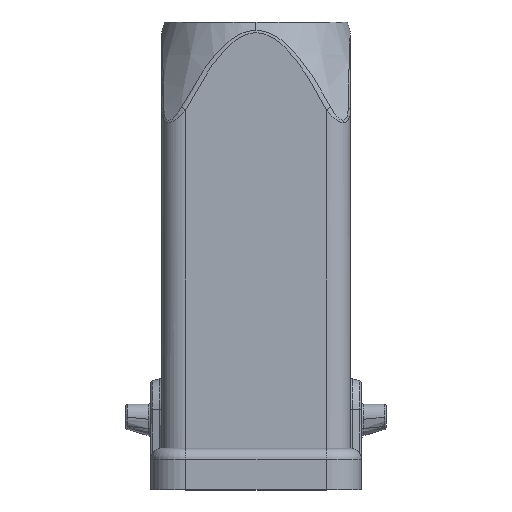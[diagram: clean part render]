
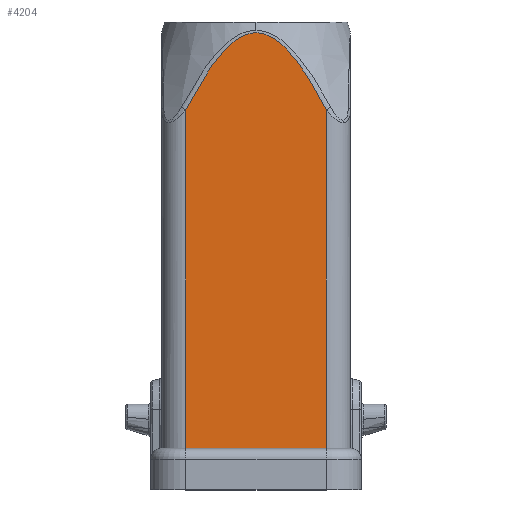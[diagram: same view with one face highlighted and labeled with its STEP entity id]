
A CAD part, top view. The second image highlights one B-rep face of the part: STEP entity #4204.
In plain terms, the highlighted planar face has unit normal (0, 0, 1).
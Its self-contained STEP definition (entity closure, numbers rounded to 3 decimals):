
#340=DIRECTION('',(1.,0.,0.));
#341=VECTOR('',#340,18.);
#342=CARTESIAN_POINT('',(-9.,5.3,12.1));
#343=LINE('',#342,#341);
#364=DIRECTION('',(0.,-1.,0.));
#365=VECTOR('',#364,43.453);
#366=CARTESIAN_POINT('',(-9.,48.753,12.1));
#367=LINE('',#366,#365);
#372=CARTESIAN_POINT('',(-9.,48.753,12.1));
#373=CARTESIAN_POINT('',(-8.512,49.703,12.1));
#374=CARTESIAN_POINT('',(-7.458,51.658,12.1));
#375=CARTESIAN_POINT('',(-6.01,53.978,12.1));
#376=CARTESIAN_POINT('',(-4.723,55.663,12.1));
#377=CARTESIAN_POINT('',(-3.803,56.683,12.1));
#378=CARTESIAN_POINT('',(-2.896,57.493,12.1));
#379=CARTESIAN_POINT('',(-2.002,58.088,12.1));
#380=CARTESIAN_POINT('',(-1.135,58.461,12.1));
#381=CARTESIAN_POINT('',(-0.295,58.625,12.1));
#382=CARTESIAN_POINT('',(0.529,58.599,12.1));
#383=CARTESIAN_POINT('',(1.371,58.379,12.1));
#384=CARTESIAN_POINT('',(2.238,57.951,12.1));
#385=CARTESIAN_POINT('',(3.128,57.305,12.1));
#386=CARTESIAN_POINT('',(4.031,56.448,12.1));
#387=CARTESIAN_POINT('',(5.281,54.999,12.1));
#388=CARTESIAN_POINT('',(7.019,52.455,12.1));
#389=CARTESIAN_POINT('',(8.278,50.158,12.1));
#390=CARTESIAN_POINT('',(9.,48.753,12.1));
#396=DIRECTION('',(0.,1.,0.));
#397=VECTOR('',#396,43.453);
#398=CARTESIAN_POINT('',(9.,5.3,12.1));
#399=LINE('',#398,#397);
#3258=CARTESIAN_POINT('',(9.,5.3,12.1));
#3259=VERTEX_POINT('',#3258);
#3260=CARTESIAN_POINT('',(-9.,5.3,12.1));
#3261=VERTEX_POINT('',#3260);
#3262=CARTESIAN_POINT('',(-9.,48.753,12.1));
#3263=VERTEX_POINT('',#3262);
#3264=CARTESIAN_POINT('',(9.,48.753,12.1));
#3265=VERTEX_POINT('',#3264);
#4191=CARTESIAN_POINT('',(-9.,5.3,12.1));
#4192=DIRECTION('',(0.,0.,1.));
#4193=DIRECTION('',(1.,0.,0.));
#4194=AXIS2_PLACEMENT_3D('',#4191,#4192,#4193);
#4195=PLANE('',#4194);
#4197=ORIENTED_EDGE('',*,*,#4196,.F.);
#4198=ORIENTED_EDGE('',*,*,#4159,.F.);
#4199=ORIENTED_EDGE('',*,*,#4182,.F.);
#4201=ORIENTED_EDGE('',*,*,#4200,.T.);
#4202=EDGE_LOOP('',(#4197,#4198,#4199,#4201));
#4203=FACE_OUTER_BOUND('',#4202,.F.);
#4204=ADVANCED_FACE('',(#4203),#4195,.T.);
#391=B_SPLINE_CURVE_WITH_KNOTS('',3,(#372,#373,#374,#375,#376,#377,#378,#379,
#380,#381,#382,#383,#384,#385,#386,#387,#388,#389,#390),.UNSPECIFIED.,.F.,.F.,
(4,1,1,1,1,1,1,1,1,1,1,1,1,1,1,1,4),(0.,0.115,0.238,
0.294,0.343,0.387,0.425,
0.459,0.49,0.519,0.55,
0.584,0.624,0.669,0.719,
0.83,1.),.UNSPECIFIED.);
#4159=EDGE_CURVE('',#3261,#3259,#343,.T.);
#4182=EDGE_CURVE('',#3263,#3261,#367,.T.);
#4196=EDGE_CURVE('',#3259,#3265,#399,.T.);
#4200=EDGE_CURVE('',#3263,#3265,#391,.T.);
